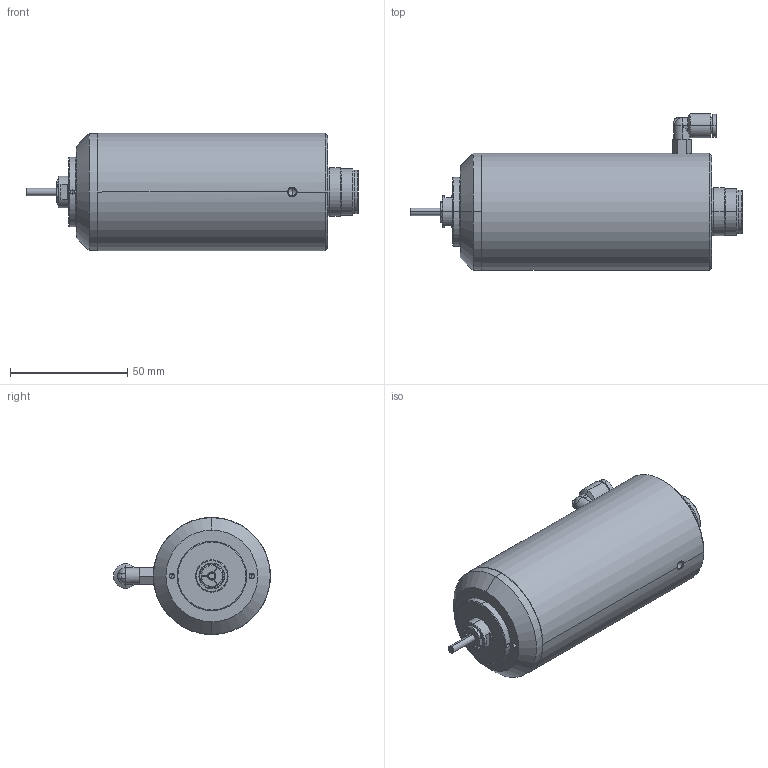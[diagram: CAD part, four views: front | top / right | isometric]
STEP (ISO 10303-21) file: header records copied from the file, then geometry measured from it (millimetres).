
FILE_DESCRIPTION (( 'STEP AP203' ), '1' );
FILE_NAME ('NR50-5100 ATC RS.STEP', '2016-03-04T06:23:42', ( '' ), ( '' ), 'SwSTEP 2.0', 'SolidWorks 2013', '' );
FILE_SCHEMA (( 'CONFIG_CONTROL_DESIGN' ));
Length unit declared in the file: millimetre
Products named in the file (1): NR50-5100 ATC RS
Bounding box: 141.51 x 66.9 x 50 mm (x, y, z)
Volume: 237656.4 mm3; surface area: 36309.1 mm2
Topology: 11 solids, 12 shells, 364 faces, 855 edges, 528 vertices
Faces by surface type: cone 131, cylinder 118, plane 107, bspline 6, sphere 2
Entity records: 10858 total; most frequent: CARTESIAN_POINT 2439, DIRECTION 1835, ORIENTED_EDGE 1674, EDGE_CURVE 837, AXIS2_PLACEMENT_3D 756, VERTEX_POINT 528, EDGE_LOOP 405, CIRCLE 397
